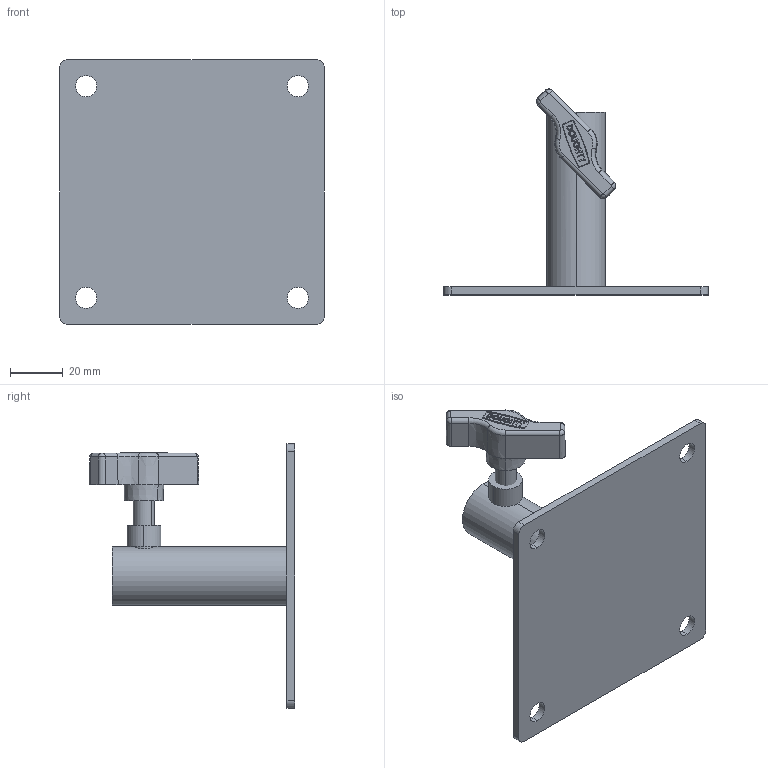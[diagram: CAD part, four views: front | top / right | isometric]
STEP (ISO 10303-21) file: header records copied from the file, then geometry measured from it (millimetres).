
FILE_DESCRIPTION (( 'STEP AP203' ), '1' );
FILE_NAME ('G1128.STEP', '2018-09-25T14:07:57', ( '' ), ( '' ), 'SwSTEP 2.0', 'SolidWorks 2016', '' );
FILE_SCHEMA (( 'CONFIG_CONTROL_DESIGN' ));
Length unit declared in the file: millimetre
Products named in the file (6): TH1717; TH1718; TH1716; G1128; TH1715; Doughty Knob_S0130
Assembly tree (5 placements, depth 3):
  G1128
    TH1718
      TH1717
      TH1716
      TH1715
    Doughty Knob_S0130
Bounding box: 100 x 77.73 x 100 mm (x, y, z)
Volume: 48162.3 mm3; surface area: 33086.2 mm2
Topology: 4 solids, 4 shells, 158 faces, 401 edges, 262 vertices
Faces by surface type: plane 76, cylinder 62, cone 12, torus 8
Entity records: 5577 total; most frequent: CARTESIAN_POINT 970, DIRECTION 879, ORIENTED_EDGE 802, EDGE_CURVE 401, AXIS2_PLACEMENT_3D 319, VERTEX_POINT 262, VECTOR 241, LINE 241
